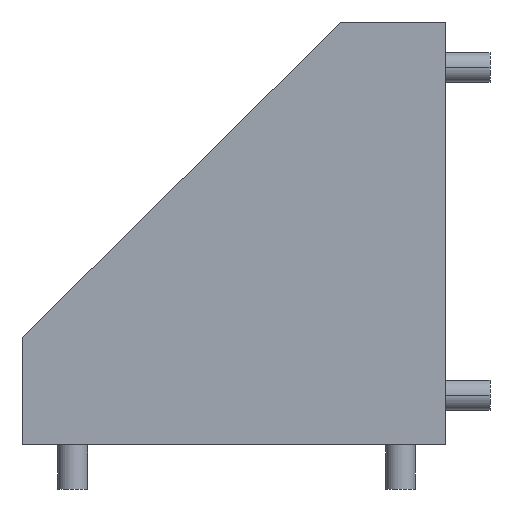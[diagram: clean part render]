
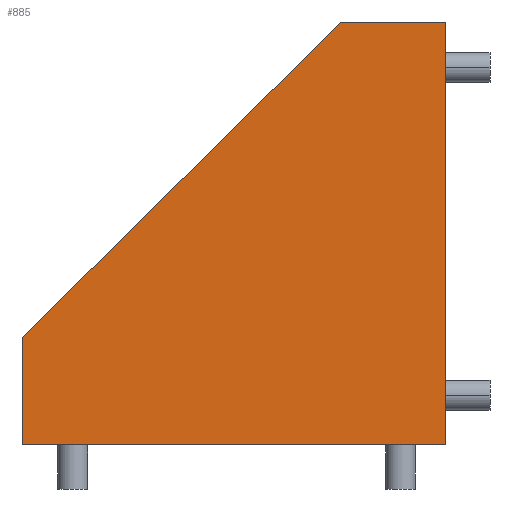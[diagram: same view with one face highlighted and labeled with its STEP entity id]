
A CAD part, left-side view. The second image highlights one B-rep face of the part: STEP entity #885.
In plain terms, the highlighted planar face has unit normal (-1, 0, 0).
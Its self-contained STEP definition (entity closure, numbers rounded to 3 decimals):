
#19 = EDGE_CURVE ( 'NONE', #496, #748, #97, .T. ) ;
#51 = DIRECTION ( 'NONE',  ( 0., 0., -1. ) ) ;
#97 = LINE ( 'NONE', #1564, #930 ) ;
#104 = CARTESIAN_POINT ( 'NONE',  ( -10., 14.2, 0. ) ) ;
#162 = VECTOR ( 'NONE', #2019, 1000. ) ;
#177 = VERTEX_POINT ( 'NONE', #307 ) ;
#307 = CARTESIAN_POINT ( 'NONE',  ( -10., 14.2, 7.2 ) ) ;
#335 = EDGE_CURVE ( 'NONE', #922, #748, #1679, .T. ) ;
#355 = CARTESIAN_POINT ( 'NONE',  ( -10., -14.2, 0. ) ) ;
#389 = PLANE ( 'NONE',  #1728 ) ;
#429 = VERTEX_POINT ( 'NONE', #2039 ) ;
#445 = VECTOR ( 'NONE', #1703, 1000. ) ;
#496 = VERTEX_POINT ( 'NONE', #1893 ) ;
#514 = CARTESIAN_POINT ( 'NONE',  ( -10., -14.2, 0. ) ) ;
#547 = DIRECTION ( 'NONE',  ( 0., 0., -1. ) ) ;
#565 = DIRECTION ( 'NONE',  ( 0., 1., 0. ) ) ;
#663 = DIRECTION ( 'NONE',  ( 0., -1., 0. ) ) ;
#715 = VECTOR ( 'NONE', #663, 1000. ) ;
#748 = VERTEX_POINT ( 'NONE', #355 ) ;
#885 = ADVANCED_FACE ( 'NONE', ( #1733 ), #389, .F. ) ;
#901 = VECTOR ( 'NONE', #51, 1000. ) ;
#922 = VERTEX_POINT ( 'NONE', #104 ) ;
#930 = VECTOR ( 'NONE', #547, 1000. ) ;
#1083 = EDGE_LOOP ( 'NONE', ( #2069, #1698, #1301, #1507, #2058 ) ) ;
#1110 = DIRECTION ( 'NONE',  ( 1., 0., 0. ) ) ;
#1113 = EDGE_CURVE ( 'NONE', #429, #496, #1212, .T. ) ;
#1212 = LINE ( 'NONE', #1736, #445 ) ;
#1217 = EDGE_CURVE ( 'NONE', #177, #922, #1885, .T. ) ;
#1301 = ORIENTED_EDGE ( 'NONE', *, *, #1113, .F. ) ;
#1507 = ORIENTED_EDGE ( 'NONE', *, *, #1996, .T. ) ;
#1539 = CARTESIAN_POINT ( 'NONE',  ( -10., 14.2, 3.8 ) ) ;
#1540 = LINE ( 'NONE', #1886, #162 ) ;
#1564 = CARTESIAN_POINT ( 'NONE',  ( -10., -14.2, 3.8 ) ) ;
#1679 = LINE ( 'NONE', #514, #715 ) ;
#1698 = ORIENTED_EDGE ( 'NONE', *, *, #19, .F. ) ;
#1703 = DIRECTION ( 'NONE',  ( 0., -1., 0. ) ) ;
#1728 = AXIS2_PLACEMENT_3D ( 'NONE', #2083, #1110, #565 ) ;
#1733 = FACE_OUTER_BOUND ( 'NONE', #1083, .T. ) ;
#1736 = CARTESIAN_POINT ( 'NONE',  ( -10., -14.2, 28.3 ) ) ;
#1885 = LINE ( 'NONE', #1539, #901 ) ;
#1886 = CARTESIAN_POINT ( 'NONE',  ( -10., -7.2, 28.3 ) ) ;
#1893 = CARTESIAN_POINT ( 'NONE',  ( -10., -14.2, 28.3 ) ) ;
#1996 = EDGE_CURVE ( 'NONE', #429, #177, #1540, .T. ) ;
#2019 = DIRECTION ( 'NONE',  ( 0., 0.712, -0.702 ) ) ;
#2039 = CARTESIAN_POINT ( 'NONE',  ( -10., -7.2, 28.3 ) ) ;
#2058 = ORIENTED_EDGE ( 'NONE', *, *, #1217, .T. ) ;
#2069 = ORIENTED_EDGE ( 'NONE', *, *, #335, .T. ) ;
#2083 = CARTESIAN_POINT ( 'NONE',  ( -10., -14.2, 3.8 ) ) ;
